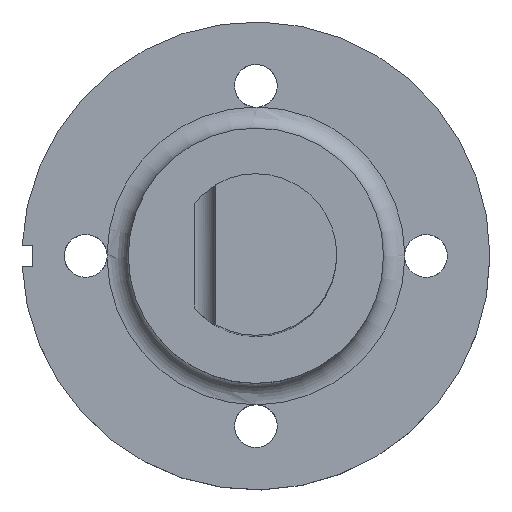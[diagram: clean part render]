
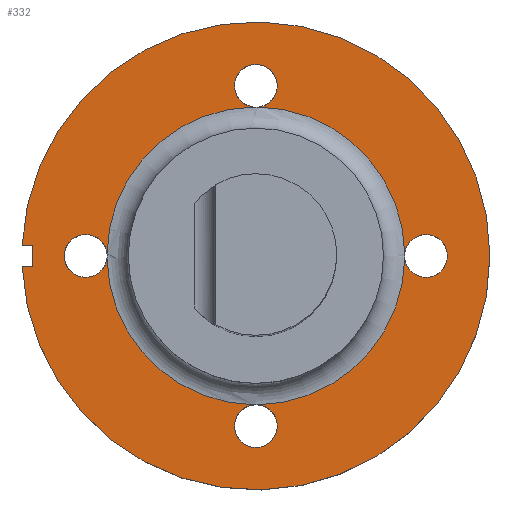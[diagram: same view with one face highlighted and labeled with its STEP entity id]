
A CAD part, top view. The second image highlights one B-rep face of the part: STEP entity #332.
In plain terms, the highlighted planar face has unit normal (0, 0, 1).
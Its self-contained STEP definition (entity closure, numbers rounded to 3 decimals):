
#23=FACE_BOUND('',#96,.T.);
#29=LINE('',#582,#49);
#30=LINE('',#584,#50);
#31=LINE('',#586,#51);
#49=VECTOR('',#431,10.);
#50=VECTOR('',#432,10.);
#51=VECTOR('',#433,10.);
#69=PLANE('',#379);
#78=FACE_OUTER_BOUND('',#95,.T.);
#95=EDGE_LOOP('',(#243,#244,#245,#246));
#96=EDGE_LOOP('',(#247,#248,#249,#250,#251,#252,#253,#254,#255,#256,#257));
#127=CIRCLE('',#375,7.);
#128=CIRCLE('',#376,7.);
#129=CIRCLE('',#377,7.);
#130=CIRCLE('',#378,7.);
#131=CIRCLE('',#380,11.);
#132=CIRCLE('',#381,1.007);
#133=CIRCLE('',#382,1.007);
#134=CIRCLE('',#383,1.007);
#135=CIRCLE('',#384,1.007);
#136=CIRCLE('',#385,1.007);
#137=CIRCLE('',#386,1.007);
#138=CIRCLE('',#387,1.007);
#150=VERTEX_POINT('',#521);
#151=VERTEX_POINT('',#530);
#152=VERTEX_POINT('',#532);
#153=VERTEX_POINT('',#543);
#154=VERTEX_POINT('',#545);
#155=VERTEX_POINT('',#556);
#156=VERTEX_POINT('',#558);
#157=VERTEX_POINT('',#569);
#158=VERTEX_POINT('',#580);
#159=VERTEX_POINT('',#581);
#160=VERTEX_POINT('',#583);
#161=VERTEX_POINT('',#585);
#162=VERTEX_POINT('',#588);
#163=VERTEX_POINT('',#592);
#164=VERTEX_POINT('',#595);
#184=EDGE_CURVE('',#150,#151,#127,.T.);
#186=EDGE_CURVE('',#152,#153,#128,.T.);
#188=EDGE_CURVE('',#154,#155,#129,.T.);
#190=EDGE_CURVE('',#156,#157,#130,.T.);
#192=EDGE_CURVE('',#158,#159,#29,.T.);
#193=EDGE_CURVE('',#159,#160,#30,.T.);
#194=EDGE_CURVE('',#160,#161,#31,.T.);
#195=EDGE_CURVE('',#161,#158,#131,.T.);
#196=EDGE_CURVE('',#152,#162,#132,.T.);
#197=EDGE_CURVE('',#162,#151,#133,.T.);
#198=EDGE_CURVE('',#150,#157,#134,.T.);
#199=EDGE_CURVE('',#156,#163,#135,.T.);
#200=EDGE_CURVE('',#163,#155,#136,.T.);
#201=EDGE_CURVE('',#154,#164,#137,.T.);
#202=EDGE_CURVE('',#164,#153,#138,.T.);
#243=ORIENTED_EDGE('',*,*,#192,.T.);
#244=ORIENTED_EDGE('',*,*,#193,.T.);
#245=ORIENTED_EDGE('',*,*,#194,.T.);
#246=ORIENTED_EDGE('',*,*,#195,.T.);
#247=ORIENTED_EDGE('',*,*,#186,.F.);
#248=ORIENTED_EDGE('',*,*,#196,.T.);
#249=ORIENTED_EDGE('',*,*,#197,.T.);
#250=ORIENTED_EDGE('',*,*,#184,.F.);
#251=ORIENTED_EDGE('',*,*,#198,.T.);
#252=ORIENTED_EDGE('',*,*,#190,.F.);
#253=ORIENTED_EDGE('',*,*,#199,.T.);
#254=ORIENTED_EDGE('',*,*,#200,.T.);
#255=ORIENTED_EDGE('',*,*,#188,.F.);
#256=ORIENTED_EDGE('',*,*,#201,.T.);
#257=ORIENTED_EDGE('',*,*,#202,.T.);
#332=ADVANCED_FACE('',(#78,#23),#69,.T.);
#375=AXIS2_PLACEMENT_3D('',#531,#421,#422);
#376=AXIS2_PLACEMENT_3D('',#544,#423,#424);
#377=AXIS2_PLACEMENT_3D('',#557,#425,#426);
#378=AXIS2_PLACEMENT_3D('',#570,#427,#428);
#379=AXIS2_PLACEMENT_3D('',#579,#429,#430);
#380=AXIS2_PLACEMENT_3D('',#587,#434,#435);
#381=AXIS2_PLACEMENT_3D('',#589,#436,#437);
#382=AXIS2_PLACEMENT_3D('',#590,#438,#439);
#383=AXIS2_PLACEMENT_3D('',#591,#440,#441);
#384=AXIS2_PLACEMENT_3D('',#593,#442,#443);
#385=AXIS2_PLACEMENT_3D('',#594,#444,#445);
#386=AXIS2_PLACEMENT_3D('',#596,#446,#447);
#387=AXIS2_PLACEMENT_3D('',#597,#448,#449);
#421=DIRECTION('center_axis',(0.,0.,1.));
#422=DIRECTION('ref_axis',(-1.,0.,0.));
#423=DIRECTION('center_axis',(0.,0.,1.));
#424=DIRECTION('ref_axis',(-1.,0.,0.));
#425=DIRECTION('center_axis',(0.,0.,1.));
#426=DIRECTION('ref_axis',(-1.,0.,0.));
#427=DIRECTION('center_axis',(0.,0.,1.));
#428=DIRECTION('ref_axis',(-1.,0.,0.));
#429=DIRECTION('center_axis',(0.,0.,1.));
#430=DIRECTION('ref_axis',(1.,0.,0.));
#431=DIRECTION('',(1.,0.,0.));
#432=DIRECTION('',(0.,-1.,0.));
#433=DIRECTION('',(-1.,0.,0.));
#434=DIRECTION('center_axis',(0.,0.,1.));
#435=DIRECTION('ref_axis',(1.,0.,0.));
#436=DIRECTION('center_axis',(0.,0.,-1.));
#437=DIRECTION('ref_axis',(1.,0.,0.));
#438=DIRECTION('center_axis',(0.,0.,-1.));
#439=DIRECTION('ref_axis',(1.,0.,0.));
#440=DIRECTION('center_axis',(0.,0.,-1.));
#441=DIRECTION('ref_axis',(1.,0.,0.));
#442=DIRECTION('center_axis',(0.,0.,-1.));
#443=DIRECTION('ref_axis',(1.,0.,0.));
#444=DIRECTION('center_axis',(0.,0.,-1.));
#445=DIRECTION('ref_axis',(1.,0.,0.));
#446=DIRECTION('center_axis',(0.,0.,-1.));
#447=DIRECTION('ref_axis',(1.,0.,0.));
#448=DIRECTION('center_axis',(0.,0.,-1.));
#449=DIRECTION('ref_axis',(1.,0.,0.));
#521=CARTESIAN_POINT('',(6.999,0.107,4.));
#530=CARTESIAN_POINT('',(0.107,6.999,4.));
#531=CARTESIAN_POINT('Origin',(0.,0.,4.));
#532=CARTESIAN_POINT('',(-0.107,6.999,4.));
#543=CARTESIAN_POINT('',(-6.999,0.107,4.));
#544=CARTESIAN_POINT('Origin',(0.,0.,4.));
#545=CARTESIAN_POINT('',(-6.999,-0.107,4.));
#556=CARTESIAN_POINT('',(-0.107,-6.999,4.));
#557=CARTESIAN_POINT('Origin',(0.,0.,4.));
#558=CARTESIAN_POINT('',(0.107,-6.999,4.));
#569=CARTESIAN_POINT('',(6.999,-0.107,4.));
#570=CARTESIAN_POINT('Origin',(0.,0.,4.));
#579=CARTESIAN_POINT('Origin',(0.,0.,4.));
#580=CARTESIAN_POINT('',(-10.989,0.5,4.));
#581=CARTESIAN_POINT('',(-10.5,0.5,4.));
#582=CARTESIAN_POINT('',(-5.5,0.5,4.));
#583=CARTESIAN_POINT('',(-10.5,-0.5,4.));
#584=CARTESIAN_POINT('',(-10.5,0.,4.));
#585=CARTESIAN_POINT('',(-10.989,-0.5,4.));
#586=CARTESIAN_POINT('',(-5.5,-0.5,4.));
#587=CARTESIAN_POINT('Origin',(0.,0.,4.));
#588=CARTESIAN_POINT('',(-1.007,8.,4.));
#589=CARTESIAN_POINT('Origin',(0.,8.,4.));
#590=CARTESIAN_POINT('Origin',(0.,8.,4.));
#591=CARTESIAN_POINT('Origin',(8.,0.,4.));
#592=CARTESIAN_POINT('',(-1.007,-8.,4.));
#593=CARTESIAN_POINT('Origin',(0.,-8.,4.));
#594=CARTESIAN_POINT('Origin',(0.,-8.,4.));
#595=CARTESIAN_POINT('',(-9.007,0.,4.));
#596=CARTESIAN_POINT('Origin',(-8.,0.,4.));
#597=CARTESIAN_POINT('Origin',(-8.,0.,4.));
